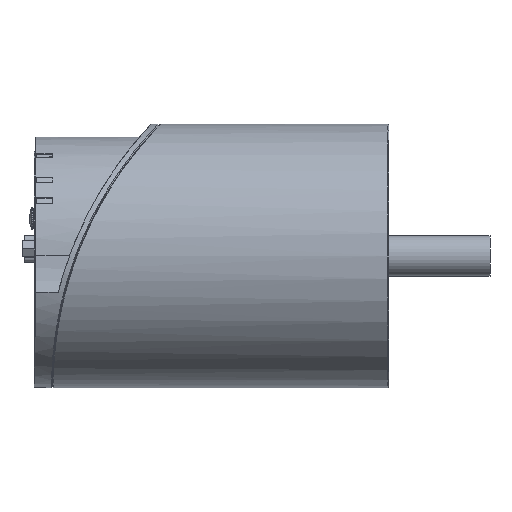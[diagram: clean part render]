
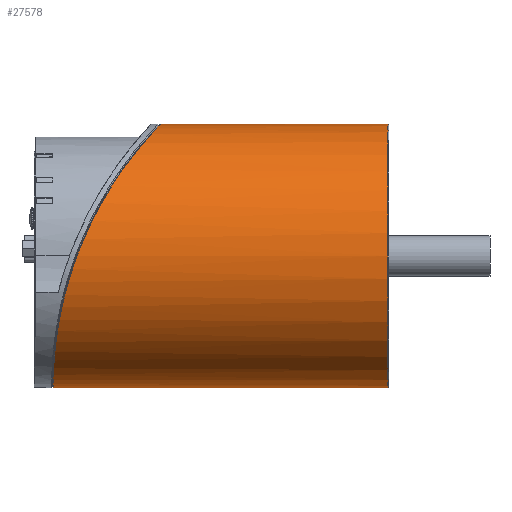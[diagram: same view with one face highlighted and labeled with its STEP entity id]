
A CAD part, left-side view. The second image highlights one B-rep face of the part: STEP entity #27578.
In plain terms, the highlighted cylindrical face has radius 41 mm (diameter 82 mm), a full revolution.
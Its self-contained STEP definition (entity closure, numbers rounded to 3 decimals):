
#481=B_SPLINE_CURVE_WITH_KNOTS('',3,(#48553,#48554,#48555,#48556,#48557,
#48558,#48559,#48560,#48561,#48562,#48563,#48564,#48565),.UNSPECIFIED.,
 .F.,.F.,(4,1,1,1,1,1,1,1,1,1,4),(-26.603,-26.128,-25.653,
-25.178,-24.703,-23.753,-22.803,
-22.169,-21.536,-20.269,-19.712),
 .UNSPECIFIED.);
#482=B_SPLINE_CURVE_WITH_KNOTS('',3,(#48566,#48567,#48568,#48569,#48570,
#48571,#48572,#48573,#48574,#48575,#48576,#48577,#48578,#48579,#48580,#48581,
#48582,#48583,#48584,#48585,#48586,#48587,#48588,#48589,#48590),
 .UNSPECIFIED.,.F.,.F.,(4,1,1,1,1,1,1,1,1,1,1,1,1,1,1,1,1,1,1,1,1,1,4),
(-19.712,-19.636,-19.002,-17.735,
-16.469,-15.202,-13.935,-12.668,
-11.401,-10.135,-8.868,-7.601,
-6.967,-6.334,-5.067,-4.434,
-3.8,-2.85,-1.9,-1.425,
-0.95,-0.475,0.),.UNSPECIFIED.);
#3089=LINE('',#48551,#5598);
#5598=VECTOR('',#36328,41.);
#6104=CYLINDRICAL_SURFACE('',#29723,41.);
#7524=FACE_OUTER_BOUND('',#9008,.T.);
#9008=EDGE_LOOP('',(#23536,#23537,#23538,#23539,#23540,#23541));
#9923=CIRCLE('',#29720,41.);
#9925=CIRCLE('',#29722,41.);
#12375=VERTEX_POINT('',#48544);
#12376=VERTEX_POINT('',#48545);
#12377=VERTEX_POINT('',#48550);
#12378=VERTEX_POINT('',#48552);
#16141=EDGE_CURVE('',#12375,#12376,#9923,.T.);
#16143=EDGE_CURVE('',#12376,#12375,#9925,.T.);
#16144=EDGE_CURVE('',#12375,#12377,#3089,.T.);
#16145=EDGE_CURVE('',#12378,#12377,#481,.T.);
#16146=EDGE_CURVE('',#12377,#12378,#482,.T.);
#23536=ORIENTED_EDGE('',*,*,#16141,.F.);
#23537=ORIENTED_EDGE('',*,*,#16144,.T.);
#23538=ORIENTED_EDGE('',*,*,#16145,.F.);
#23539=ORIENTED_EDGE('',*,*,#16146,.F.);
#23540=ORIENTED_EDGE('',*,*,#16144,.F.);
#23541=ORIENTED_EDGE('',*,*,#16143,.F.);
#27578=ADVANCED_FACE('',(#7524),#6104,.T.);
#29720=AXIS2_PLACEMENT_3D('',#48546,#36320,#36321);
#29722=AXIS2_PLACEMENT_3D('',#48548,#36324,#36325);
#29723=AXIS2_PLACEMENT_3D('',#48549,#36326,#36327);
#36320=DIRECTION('center_axis',(0.,-1.,0.));
#36321=DIRECTION('ref_axis',(-1.,0.,0.));
#36324=DIRECTION('center_axis',(0.,-1.,0.));
#36325=DIRECTION('ref_axis',(-1.,0.,0.));
#36326=DIRECTION('center_axis',(0.,-1.,0.));
#36327=DIRECTION('ref_axis',(-1.,0.,0.));
#36328=DIRECTION('',(0.,1.,0.));
#48544=CARTESIAN_POINT('',(41.,-68.6,0.));
#48545=CARTESIAN_POINT('',(-41.,-68.6,0.));
#48546=CARTESIAN_POINT('Origin',(0.,-68.6,
0.));
#48548=CARTESIAN_POINT('Origin',(0.,-68.6,
0.));
#48549=CARTESIAN_POINT('Origin',(0.,40.8,
0.));
#48550=CARTESIAN_POINT('',(41.,28.163,0.001));
#48551=CARTESIAN_POINT('',(41.,40.8,0.));
#48552=CARTESIAN_POINT('',(0.,2.167,41.));
#48553=CARTESIAN_POINT('Ctrl Pts',(0.,2.167,
41.));
#48554=CARTESIAN_POINT('Ctrl Pts',(1.057,2.167,41.));
#48555=CARTESIAN_POINT('Ctrl Pts',(3.187,2.247,40.918));
#48556=CARTESIAN_POINT('Ctrl Pts',(6.597,2.632,40.522));
#48557=CARTESIAN_POINT('Ctrl Pts',(10.654,3.442,39.679));
#48558=CARTESIAN_POINT('Ctrl Pts',(16.679,5.294,37.695));
#48559=CARTESIAN_POINT('Ctrl Pts',(23.855,8.717,33.826));
#48560=CARTESIAN_POINT('Ctrl Pts',(30.338,13.255,27.976));
#48561=CARTESIAN_POINT('Ctrl Pts',(34.786,17.282,22.001));
#48562=CARTESIAN_POINT('Ctrl Pts',(38.589,21.582,14.817));
#48563=CARTESIAN_POINT('Ctrl Pts',(40.622,25.215,7.479));
#48564=CARTESIAN_POINT('Ctrl Pts',(41.,27.504,1.767));
#48565=CARTESIAN_POINT('Ctrl Pts',(41.,28.163,0.001));
#48566=CARTESIAN_POINT('Ctrl Pts',(41.,28.163,0.001));
#48567=CARTESIAN_POINT('Ctrl Pts',(41.,28.253,-0.241));
#48568=CARTESIAN_POINT('Ctrl Pts',(40.981,29.085,-2.494));
#48569=CARTESIAN_POINT('Ctrl Pts',(40.4,31.22,-8.867));
#48570=CARTESIAN_POINT('Ctrl Pts',(37.12,33.67,-18.921));
#48571=CARTESIAN_POINT('Ctrl Pts',(29.505,35.13,-29.442));
#48572=CARTESIAN_POINT('Ctrl Pts',(18.938,35.573,-37.133));
#48573=CARTESIAN_POINT('Ctrl Pts',(6.528,35.598,-41.167));
#48574=CARTESIAN_POINT('Ctrl Pts',(-6.527,35.598,-41.167));
#48575=CARTESIAN_POINT('Ctrl Pts',(-18.938,35.573,-37.133));
#48576=CARTESIAN_POINT('Ctrl Pts',(-29.507,35.13,-29.44));
#48577=CARTESIAN_POINT('Ctrl Pts',(-37.118,33.67,-18.923));
#48578=CARTESIAN_POINT('Ctrl Pts',(-40.401,31.22,-8.866));
#48579=CARTESIAN_POINT('Ctrl Pts',(-41.144,28.483,-0.697));
#48580=CARTESIAN_POINT('Ctrl Pts',(-40.686,25.327,7.252));
#48581=CARTESIAN_POINT('Ctrl Pts',(-38.589,21.582,14.817));
#48582=CARTESIAN_POINT('Ctrl Pts',(-34.786,17.282,22.001));
#48583=CARTESIAN_POINT('Ctrl Pts',(-30.338,13.255,27.976));
#48584=CARTESIAN_POINT('Ctrl Pts',(-23.855,8.717,33.826));
#48585=CARTESIAN_POINT('Ctrl Pts',(-16.679,5.294,37.695));
#48586=CARTESIAN_POINT('Ctrl Pts',(-10.654,3.442,39.679));
#48587=CARTESIAN_POINT('Ctrl Pts',(-6.597,2.632,40.522));
#48588=CARTESIAN_POINT('Ctrl Pts',(-3.187,2.247,40.918));
#48589=CARTESIAN_POINT('Ctrl Pts',(-1.057,2.167,41.));
#48590=CARTESIAN_POINT('Ctrl Pts',(0.,2.167,
41.));
